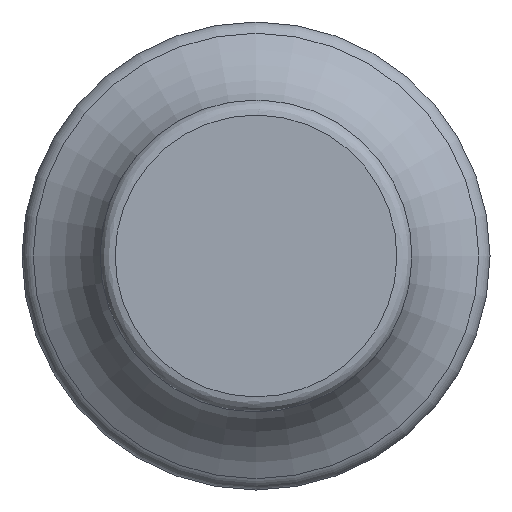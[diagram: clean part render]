
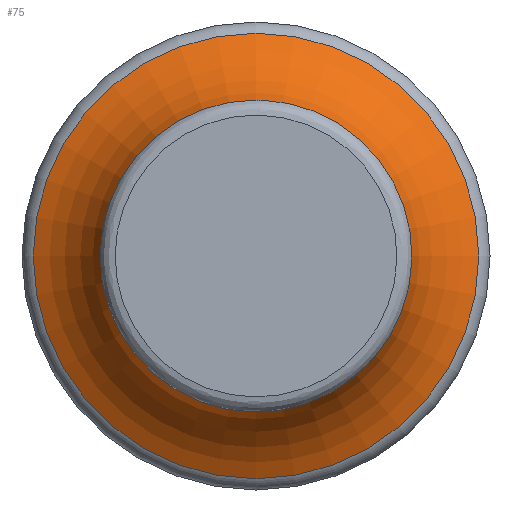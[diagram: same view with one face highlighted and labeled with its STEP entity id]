
A CAD part, left-side view. The second image highlights one B-rep face of the part: STEP entity #75.
In plain terms, the highlighted toroidal (fillet/blend) face has major radius 7.15 mm and minor radius 3.4 mm.
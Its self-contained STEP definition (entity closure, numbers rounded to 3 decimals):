
#57=TOROIDAL_SURFACE('',#227,7.15,3.4);
#75=ADVANCED_FACE('',(#97,#98),#57,.F.);
#97=FACE_BOUND('',#123,.T.);
#98=FACE_BOUND('',#124,.T.);
#123=EDGE_LOOP('',(#151));
#124=EDGE_LOOP('',(#152));
#151=ORIENTED_EDGE('',*,*,#186,.F.);
#152=ORIENTED_EDGE('',*,*,#187,.T.);
#172=VERTEX_POINT('',#326);
#173=VERTEX_POINT('',#329);
#186=EDGE_CURVE('',#172,#172,#200,.T.);
#187=EDGE_CURVE('',#173,#173,#201,.T.);
#200=CIRCLE('',#224,3.75);
#201=CIRCLE('',#226,5.712);
#224=AXIS2_PLACEMENT_3D('',#325,#269,#270);
#226=AXIS2_PLACEMENT_3D('',#328,#273,#274);
#227=AXIS2_PLACEMENT_3D('',#330,#275,#276);
#269=DIRECTION('',(-1.,0.,0.));
#270=DIRECTION('',(0.,0.,1.));
#273=DIRECTION('',(-1.,0.,0.));
#274=DIRECTION('',(0.,0.,1.));
#275=DIRECTION('',(-1.,0.,0.));
#276=DIRECTION('',(0.,0.,1.));
#325=CARTESIAN_POINT('',(17.,0.,0.));
#326=CARTESIAN_POINT('',(17.,0.,3.75));
#328=CARTESIAN_POINT('',(20.081,0.,0.));
#329=CARTESIAN_POINT('',(20.081,0.,5.712));
#330=CARTESIAN_POINT('',(17.,0.,0.));
